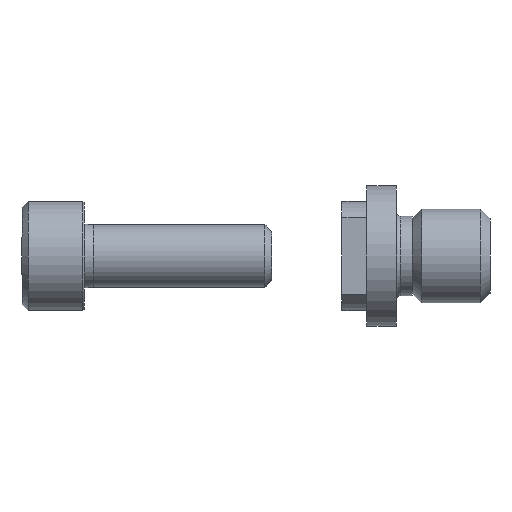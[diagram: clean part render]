
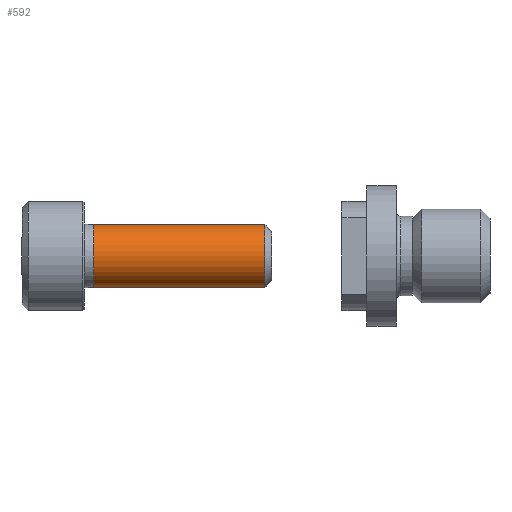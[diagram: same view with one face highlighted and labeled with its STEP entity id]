
A CAD part, left-side view. The second image highlights one B-rep face of the part: STEP entity #592.
In plain terms, the highlighted cylindrical face has radius 2 mm (diameter 4 mm), a full revolution.
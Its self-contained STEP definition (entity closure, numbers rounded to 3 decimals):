
#101=CYLINDRICAL_SURFACE('',#676,2.);
#165=ORIENTED_EDGE('',*,*,#292,.F.);
#166=ORIENTED_EDGE('',*,*,#291,.T.);
#291=EDGE_CURVE('',#354,#354,#402,.T.);
#292=EDGE_CURVE('',#355,#355,#403,.T.);
#354=VERTEX_POINT('',#1013);
#355=VERTEX_POINT('',#1016);
#402=CIRCLE('',#675,2.);
#403=CIRCLE('',#677,2.);
#446=EDGE_LOOP('',(#165));
#447=EDGE_LOOP('',(#166));
#514=FACE_BOUND('',#446,.T.);
#515=FACE_BOUND('',#447,.T.);
#592=ADVANCED_FACE('',(#514,#515),#101,.T.);
#675=AXIS2_PLACEMENT_3D('',#1012,#789,#790);
#676=AXIS2_PLACEMENT_3D('',#1014,#791,#792);
#677=AXIS2_PLACEMENT_3D('',#1015,#793,#794);
#789=DIRECTION('',(0.,-1.,0.));
#790=DIRECTION('',(0.,0.,-1.));
#791=DIRECTION('',(0.,-1.,0.));
#792=DIRECTION('',(0.,0.,-1.));
#793=DIRECTION('',(0.,-1.,0.));
#794=DIRECTION('',(0.,0.,-1.));
#1012=CARTESIAN_POINT('',(0.,-0.6,0.));
#1013=CARTESIAN_POINT('',(0.,-0.6,-2.));
#1014=CARTESIAN_POINT('',(0.,-12.,0.));
#1015=CARTESIAN_POINT('',(0.,-11.571,0.));
#1016=CARTESIAN_POINT('',(0.,-11.571,-2.));
